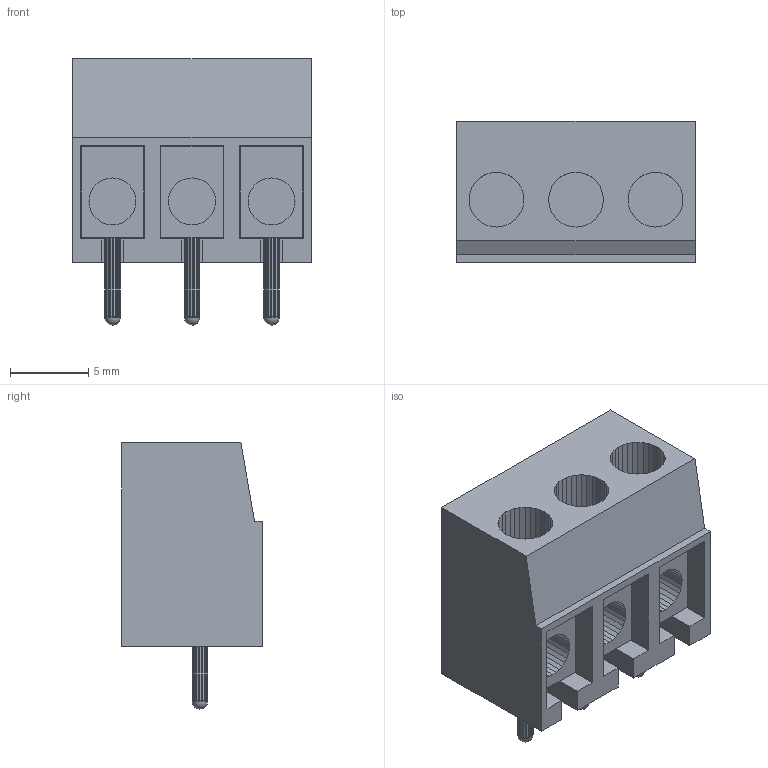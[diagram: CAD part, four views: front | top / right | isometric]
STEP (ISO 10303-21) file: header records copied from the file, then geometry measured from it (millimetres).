
FILE_DESCRIPTION(('FreeCAD Model'),'2;1');
FILE_NAME('TerminalBlock_On-Shore-Technology_ED120-3DS_1x03_P5.08mm_Vertical.step','2020-11-15T00:07:32',('Author'),(''), 'Open CASCADE STEP processor 7.3','FreeCAD','Unknown');
FILE_SCHEMA(('AUTOMOTIVE_DESIGN { 1 0 10303 214 1 1 1 1 }'));
Length unit declared in the file: millimetre
Products named in the file (1): union005
Bounding box: 15.24 x 9 x 17 mm (x, y, z)
Volume: 1191.9 mm3; surface area: 2075.9 mm2
Topology: 4 solids, 4 shells, 341 faces, 996 edges, 663 vertices
Faces by surface type: plane 338, sphere 3
Entity records: 26079 total; most frequent: CARTESIAN_POINT 5898, DIRECTION 2616, ORIENTED_EDGE 1986, PCURVE 1986, DEFINITIONAL_REPRESENTATION 1986, LINE 1638, VECTOR 1638, B_SPLINE_CURVE_WITH_KNOTS 1146
